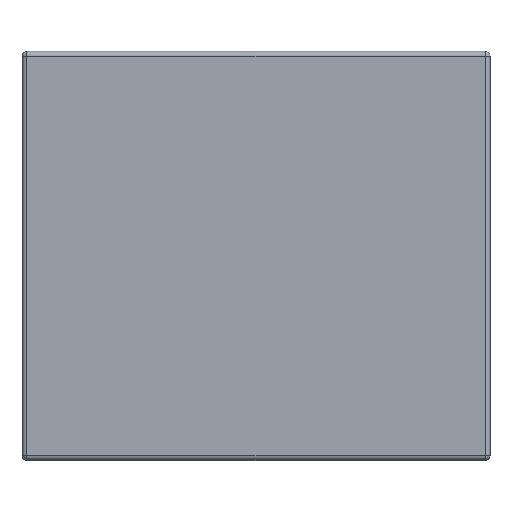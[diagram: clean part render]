
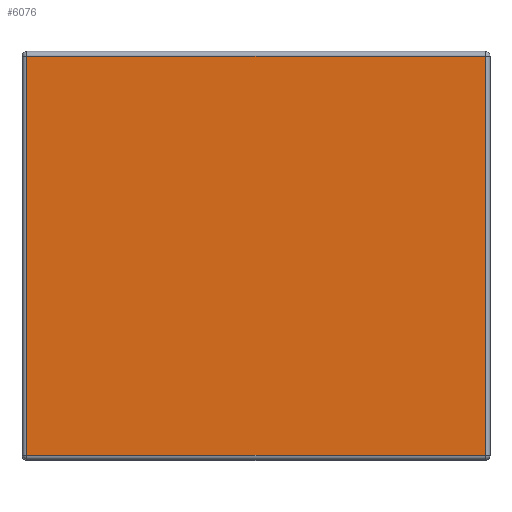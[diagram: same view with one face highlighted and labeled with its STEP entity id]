
A CAD part, top view. The second image highlights one B-rep face of the part: STEP entity #6076.
In plain terms, the highlighted planar face has unit normal (0, 0, 1).
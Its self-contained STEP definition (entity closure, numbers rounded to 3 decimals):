
#6076 = ADVANCED_FACE( '', ( #7234 ), #7235, .T. );
#7234 = FACE_OUTER_BOUND( '', #7846, .T. );
#7235 = PLANE( '', #7847 );
#7846 = EDGE_LOOP( '', ( #8893, #8894, #8895, #8896 ) );
#7847 = AXIS2_PLACEMENT_3D( '', #8897, #8898, #8899 );
#8893 = ORIENTED_EDGE( '', *, *, #10156, .T. );
#8894 = ORIENTED_EDGE( '', *, *, #10157, .T. );
#8895 = ORIENTED_EDGE( '', *, *, #10158, .T. );
#8896 = ORIENTED_EDGE( '', *, *, #10159, .T. );
#8897 = CARTESIAN_POINT( '', ( -4.75, -4.15, 3.5 ) );
#8898 = DIRECTION( '', ( 0., 0., 1. ) );
#8899 = DIRECTION( '', ( 1., 0., 0. ) );
#10156 = EDGE_CURVE( '', #11087, #11088, #11089, .T. );
#10157 = EDGE_CURVE( '', #11088, #11090, #11091, .T. );
#10158 = EDGE_CURVE( '', #11090, #11092, #11093, .T. );
#10159 = EDGE_CURVE( '', #11092, #11087, #11094, .T. );
#11087 = VERTEX_POINT( '', #11599 );
#11088 = VERTEX_POINT( '', #11600 );
#11089 = LINE( '', #11601, #11602 );
#11090 = VERTEX_POINT( '', #11603 );
#11091 = LINE( '', #11604, #11605 );
#11092 = VERTEX_POINT( '', #11606 );
#11093 = LINE( '', #11607, #11608 );
#11094 = LINE( '', #11609, #11610 );
#11599 = CARTESIAN_POINT( '', ( 4.65, -4.05, 3.5 ) );
#11600 = CARTESIAN_POINT( '', ( 4.65, 4.05, 3.5 ) );
#11601 = CARTESIAN_POINT( '', ( 4.65, 4.15, 3.5 ) );
#11602 = VECTOR( '', #12070, 1000. );
#11603 = CARTESIAN_POINT( '', ( -4.65, 4.05, 3.5 ) );
#11604 = CARTESIAN_POINT( '', ( -4.75, 4.05, 3.5 ) );
#11605 = VECTOR( '', #12071, 1000. );
#11606 = CARTESIAN_POINT( '', ( -4.65, -4.05, 3.5 ) );
#11607 = CARTESIAN_POINT( '', ( -4.65, -4.15, 3.5 ) );
#11608 = VECTOR( '', #12072, 1000. );
#11609 = CARTESIAN_POINT( '', ( 4.75, -4.05, 3.5 ) );
#11610 = VECTOR( '', #12073, 1000. );
#12070 = DIRECTION( '', ( 0., 1., 0. ) );
#12071 = DIRECTION( '', ( -1., 0., 0. ) );
#12072 = DIRECTION( '', ( 0., -1., 0. ) );
#12073 = DIRECTION( '', ( 1., 0., 0. ) );
